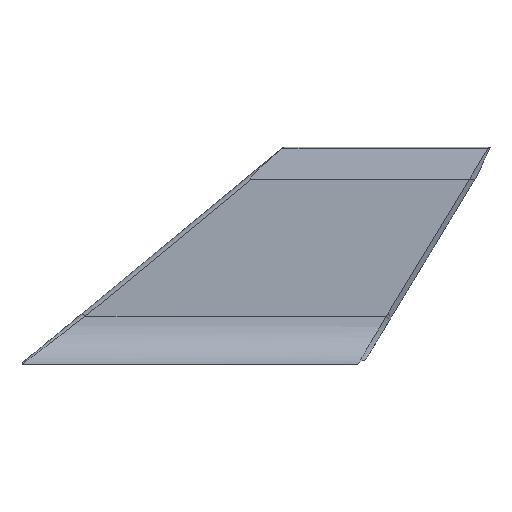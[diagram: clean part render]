
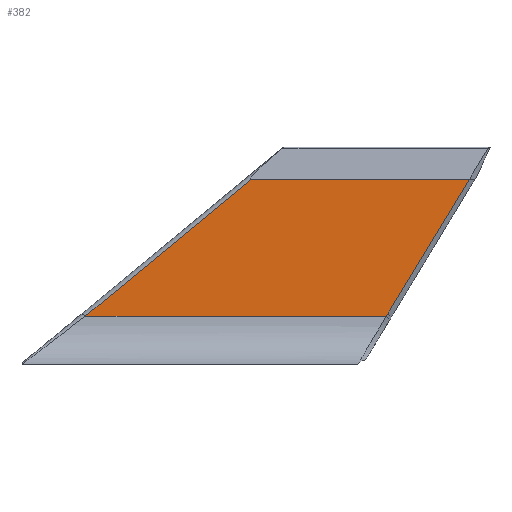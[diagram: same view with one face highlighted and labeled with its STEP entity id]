
A CAD part, left-side view. The second image highlights one B-rep face of the part: STEP entity #382.
In plain terms, the highlighted planar face has unit normal (-1, 0, 0).
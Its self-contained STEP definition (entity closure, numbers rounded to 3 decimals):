
#20=B_SPLINE_CURVE_WITH_KNOTS('',3,(#633,#634,#635,#636),.UNSPECIFIED.,
 .F.,.F.,(4,4),(-1.571,-1.523),.UNSPECIFIED.);
#40=PLANE('',#406);
#55=FACE_OUTER_BOUND('',#77,.T.);
#77=EDGE_LOOP('',(#301,#302,#303,#304,#305));
#102=LINE('',#606,#133);
#110=LINE('',#720,#141);
#111=LINE('',#722,#142);
#112=LINE('',#723,#143);
#133=VECTOR('',#458,10.);
#141=VECTOR('',#470,10.);
#142=VECTOR('',#471,10.);
#143=VECTOR('',#472,10.);
#178=VERTEX_POINT('',#595);
#179=VERTEX_POINT('',#604);
#180=VERTEX_POINT('',#605);
#188=VERTEX_POINT('',#719);
#189=VERTEX_POINT('',#721);
#218=EDGE_CURVE('',#179,#180,#102,.T.);
#225=EDGE_CURVE('',#180,#178,#20,.T.);
#233=EDGE_CURVE('',#188,#179,#110,.T.);
#234=EDGE_CURVE('',#189,#188,#111,.T.);
#235=EDGE_CURVE('',#189,#178,#112,.T.);
#301=ORIENTED_EDGE('',*,*,#225,.F.);
#302=ORIENTED_EDGE('',*,*,#218,.F.);
#303=ORIENTED_EDGE('',*,*,#233,.F.);
#304=ORIENTED_EDGE('',*,*,#234,.F.);
#305=ORIENTED_EDGE('',*,*,#235,.T.);
#382=ADVANCED_FACE('',(#55),#40,.T.);
#406=AXIS2_PLACEMENT_3D('',#718,#468,#469);
#458=DIRECTION('',(0.,0.518,-0.855));
#468=DIRECTION('center_axis',(-1.,0.,0.));
#469=DIRECTION('ref_axis',(0.,0.,-1.));
#470=DIRECTION('',(0.,-1.,0.));
#471=DIRECTION('',(0.,-0.771,0.637));
#472=DIRECTION('',(0.,-1.,0.));
#595=CARTESIAN_POINT('',(-2.,-196.1,55.1));
#604=CARTESIAN_POINT('',(-2.,-226.453,105.234));
#605=CARTESIAN_POINT('',(-2.,-196.648,56.006));
#606=CARTESIAN_POINT('',(-2.,-226.004,104.491));
#633=CARTESIAN_POINT('Ctrl Pts',(-2.,-196.648,56.006));
#634=CARTESIAN_POINT('Ctrl Pts',(-2.,-196.466,55.704));
#635=CARTESIAN_POINT('Ctrl Pts',(-2.,-196.283,55.402));
#636=CARTESIAN_POINT('Ctrl Pts',(-2.,-196.1,55.1));
#718=CARTESIAN_POINT('Origin',(-2.,-187.5,105.234));
#719=CARTESIAN_POINT('',(-2.,-146.854,105.234));
#720=CARTESIAN_POINT('',(-2.,-187.5,105.234));
#721=CARTESIAN_POINT('',(-2.,-86.146,55.1));
#722=CARTESIAN_POINT('',(-2.,-117.237,80.776));
#723=CARTESIAN_POINT('',(-2.,-187.5,55.1));
